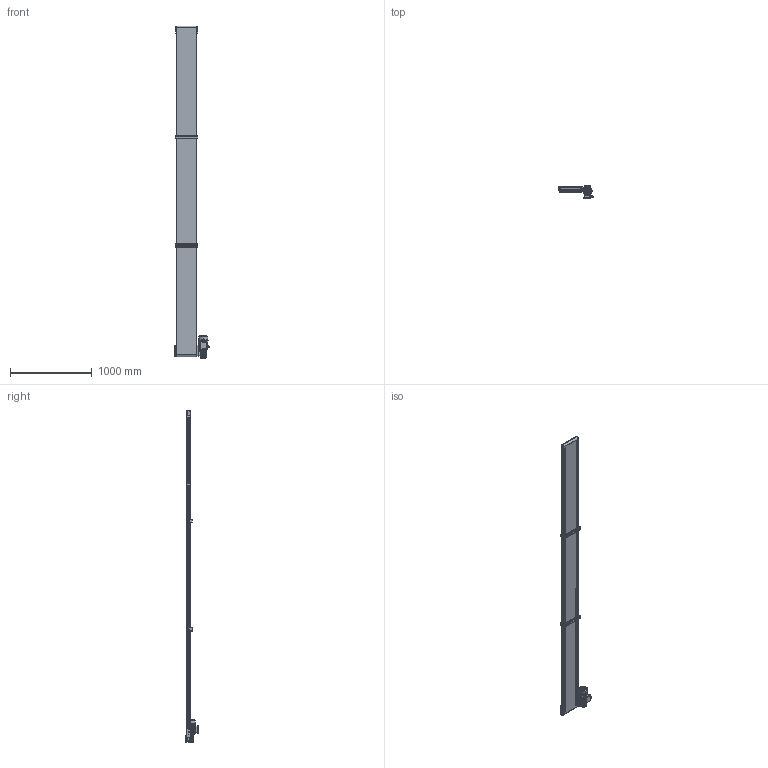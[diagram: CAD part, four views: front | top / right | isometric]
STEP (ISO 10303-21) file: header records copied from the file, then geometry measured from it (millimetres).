
FILE_DESCRIPTION (( 'STEP AP214' ), '1' );
FILE_NAME ('C4E2504M020000 - Convoyeur 40 - 250x4000 2m-min.STEP', '2024-09-30T13:29:03', ( '' ), ( '' ), 'SwSTEP 2.0', 'SolidWorks 2021', '' );
FILE_SCHEMA (( 'AUTOMOTIVE_DESIGN' ));
Length unit declared in the file: millimetre
Products named in the file (1): C4E2504M020000 - Convoyeur 40 - 250x4000 2m-min
Bounding box: 416.64 x 165 x 4062.3 mm (x, y, z)
Volume: 11691730.3 mm3; surface area: 8373229.6 mm2
Topology: 49 solids, 56 shells, 4164 faces, 11133 edges, 7216 vertices
Faces by surface type: plane 2573, cylinder 1187, cone 301, bspline 76, torus 19, sphere 8
Entity records: 179830 total; most frequent: CARTESIAN_POINT 29207, ORIENTED_EDGE 22178, DIRECTION 21165, EDGE_CURVE 11089, VERTEX_POINT 7216, VECTOR 7105, LINE 7105, AXIS2_PLACEMENT_3D 7030
